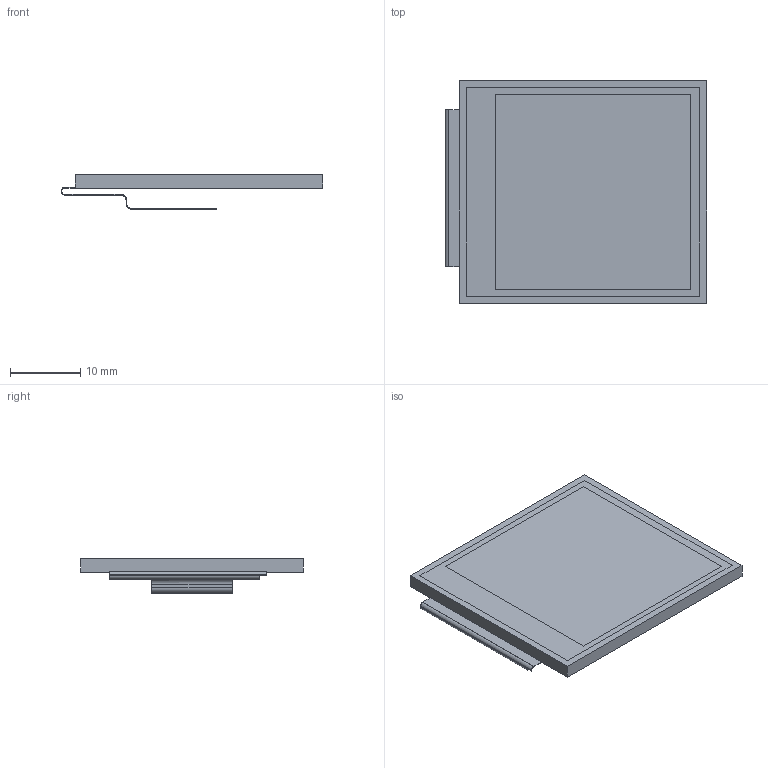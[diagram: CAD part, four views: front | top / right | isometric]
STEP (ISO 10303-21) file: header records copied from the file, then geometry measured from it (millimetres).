
FILE_DESCRIPTION(('FreeCAD Model'),'2;1');
FILE_NAME('TFT_1.54IN_240X240_22PIN_sp.step', '2020-01-14T20:59:20',('kicad StepUp'),('ksu MCAD'), 'Open CASCADE STEP processor 7.3','FreeCAD','Unknown');
FILE_SCHEMA(('AUTOMOTIVE_DESIGN { 1 0 10303 214 1 1 1 1 }'));
Length unit declared in the file: millimetre
Products named in the file (1): TFT_1.54IN_240X240_22PIN_sp
Bounding box: 37.11 x 31.52 x 4.9 mm (x, y, z)
Volume: 2138.9 mm3; surface area: 3212.2 mm2
Topology: 2 solids, 2 shells, 62 faces, 144 edges, 90 vertices
Faces by surface type: plane 49, cylinder 13
Entity records: 2197 total; most frequent: CARTESIAN_POINT 323, DIRECTION 292, ORIENTED_EDGE 288, EDGE_CURVE 144, LINE 118, VECTOR 118, VERTEX_POINT 90, AXIS2_PLACEMENT_3D 87
